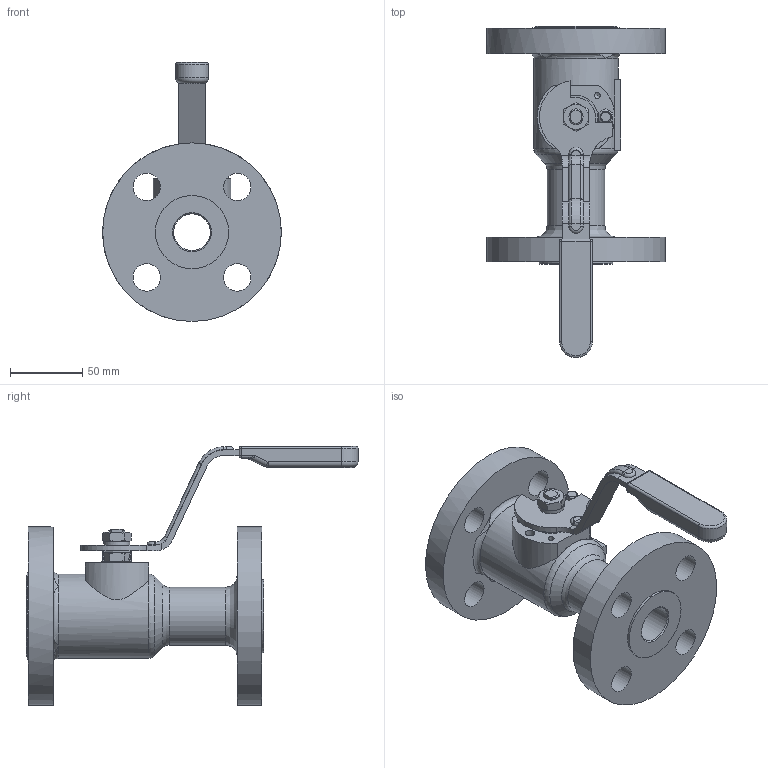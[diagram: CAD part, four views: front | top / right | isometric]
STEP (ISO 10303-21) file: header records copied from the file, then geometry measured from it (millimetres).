
FILE_DESCRIPTION((''),'2;1');
FILE_NAME('GA-F529-10-CL300-W-A-1.stp','2011-05-16T13:32:21',('jaday'),(''),'Autodesk Inventor 2009','Autodesk Inventor 2009','');
FILE_SCHEMA(('AUTOMOTIVE_DESIGN { 1 0 10303 214 1 1 1 1 }'));
Length unit declared in the file: millimetre
Products named in the file (9): GA-F529-10-CL300-W-A-1; GA-B52910-21200-A-1; GA-F519-10-STEM-BUILD-A-1; GA-B00010-06002-A-1; GA-B00010-52001-A-1; GA-B05110-01002-A-1; GA-B00010-34000-A-1; M12-0-000-5DS-A-1; GA-51-10-031-A-1
Assembly tree (9 placements, depth 2):
  GA-F529-10-CL300-W-A-1
    GA-B52910-21200-A-1
    GA-F519-10-STEM-BUILD-A-1
    GA-B00010-06002-A-1  x2
    GA-B00010-52001-A-1
    GA-B05110-01002-A-1
    GA-B00010-34000-A-1
    M12-0-000-5DS-A-1
    GA-51-10-031-A-1
Bounding box: 124 x 230.46 x 179.8 mm (x, y, z)
Volume: 636398.6 mm3; surface area: 125322.2 mm2
Topology: 9 solids, 9 shells, 327 faces, 817 edges, 509 vertices
Faces by surface type: plane 158, cylinder 90, bspline 32, cone 32, torus 9, sphere 6
Full cylindrical faces by diameter (mm): 7.925 x1, 10.977 x1, 17.2 x1, 19 x8, 20.6 x1, 25.45 x1, 30.085 x1, 40 x1, 50.8 x1, 55.85 x1, 58.6 x1, 60.702 x1, 124 x2
Entity records: 9838 total; most frequent: CARTESIAN_POINT 2661, DIRECTION 1447, ORIENTED_EDGE 1402, EDGE_CURVE 701, AXIS2_PLACEMENT_3D 536, VERTEX_POINT 463, EDGE_LOOP 382, VECTOR 375
